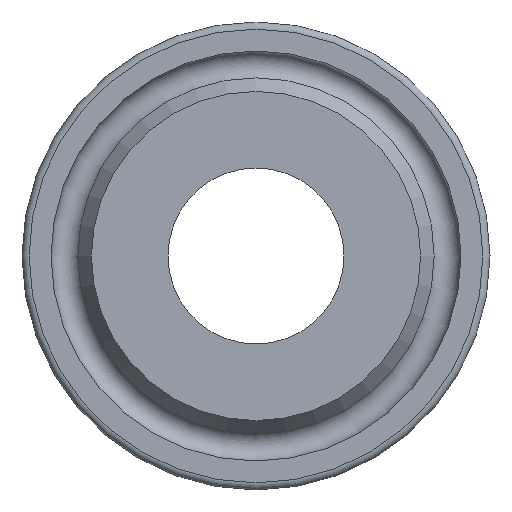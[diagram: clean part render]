
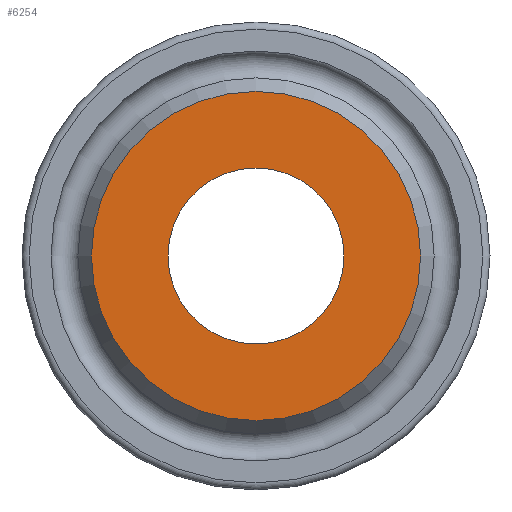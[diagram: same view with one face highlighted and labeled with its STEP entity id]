
A CAD part, left-side view. The second image highlights one B-rep face of the part: STEP entity #6254.
In plain terms, the highlighted planar face has unit normal (-1, 0, 0).
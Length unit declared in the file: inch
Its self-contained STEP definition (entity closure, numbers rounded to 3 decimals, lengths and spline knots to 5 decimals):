
#111=FACE_BOUND('',#1160,.T.);
#273=PLANE('',#6661);
#762=FACE_OUTER_BOUND('',#1159,.T.);
#1159=EDGE_LOOP('',(#5835));
#1160=EDGE_LOOP('',(#5836));
#1318=CIRCLE('',#6646,0.185);
#1325=CIRCLE('',#6662,0.34605);
#3079=VERTEX_POINT('',#13469);
#3086=VERTEX_POINT('',#13492);
#3997=EDGE_CURVE('',#3079,#3079,#1318,.T.);
#4004=EDGE_CURVE('',#3086,#3086,#1325,.T.);
#5835=ORIENTED_EDGE('',*,*,#4004,.T.);
#5836=ORIENTED_EDGE('',*,*,#3997,.F.);
#6254=ADVANCED_FACE('',(#762,#111),#273,.F.);
#6646=AXIS2_PLACEMENT_3D('',#13470,#7867,#7868);
#6661=AXIS2_PLACEMENT_3D('',#13491,#7897,#7898);
#6662=AXIS2_PLACEMENT_3D('',#13493,#7899,#7900);
#7867=DIRECTION('center_axis',(-1.,0.,0.));
#7868=DIRECTION('ref_axis',(0.,1.,0.));
#7897=DIRECTION('center_axis',(1.,0.,0.));
#7898=DIRECTION('ref_axis',(0.,0.,-1.));
#7899=DIRECTION('center_axis',(-1.,0.,0.));
#7900=DIRECTION('ref_axis',(0.,0.,1.));
#13469=CARTESIAN_POINT('',(0.031,0.185,0.));
#13470=CARTESIAN_POINT('Origin',(0.031,0.,0.));
#13491=CARTESIAN_POINT('Origin',(0.031,0.34605,0.));
#13492=CARTESIAN_POINT('',(0.031,0.34605,0.));
#13493=CARTESIAN_POINT('Origin',(0.031,0.,0.));
